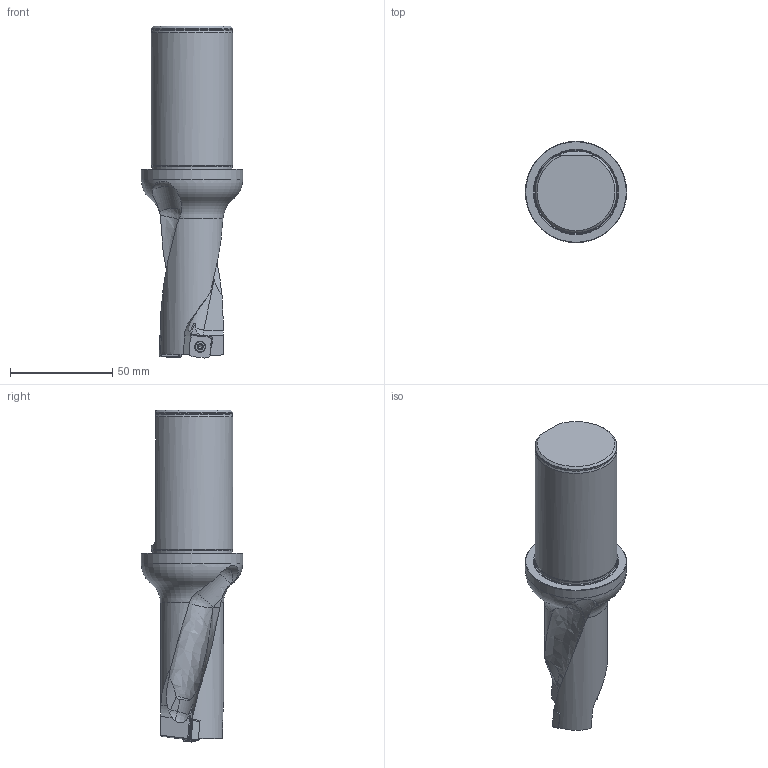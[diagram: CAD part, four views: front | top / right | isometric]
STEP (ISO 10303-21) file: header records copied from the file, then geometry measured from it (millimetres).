
FILE_DESCRIPTION(/* description */ (''),/* implementation_level */ '2;1');
FILE_NAME(/* name */ 'toolassembly_1.stp',/* time_stamp */ '2020-07-07T14:13:30+02:00',/* author */ (''),/* organization */ ('SMS'),/* preprocessor_version */ 'ST-DEVELOPER v16.7',/* originating_system */ 'SIEMENS PLM Software NX 12.0',/* authorisation */ '');
FILE_SCHEMA (('AUTOMOTIVE_DESIGN { 1 0 10303 214 3 1 1 1 }'));
Length unit declared in the file: millimetre
Products named in the file (5): CUT_20200707141108; CUT_20200707141106; NOCUT_20200707141057; ASSEMBLY_CONSTRUCTION; TOOLASSEMBLY_1
Assembly tree (4 placements, depth 2):
  TOOLASSEMBLY_1
    ASSEMBLY_CONSTRUCTION
    NOCUT_20200707141057
    CUT_20200707141106
    CUT_20200707141108
Bounding box: 49.5 x 49.5 x 161.99 mm (x, y, z)
Volume: 142155.9 mm3; surface area: 23402.5 mm2
Topology: 3 solids, 3 shells, 242 faces, 654 edges, 424 vertices
Faces by surface type: plane 90, cylinder 59, cone 24, extrusion 24, bspline 22, torus 12, sphere 10, revolution 1
Full cylindrical faces by diameter (mm): 3 x2, 4 x2, 4.8 x2, 39.5 x1, 39.992 x1, 49.5 x1
Entity records: 10911 total; most frequent: CARTESIAN_POINT 5005, ORIENTED_EDGE 1202, DIRECTION 1137, EDGE_CURVE 601, AXIS2_PLACEMENT_3D 447, VERTEX_POINT 401, EDGE_LOOP 280, ADVANCED_FACE 242
